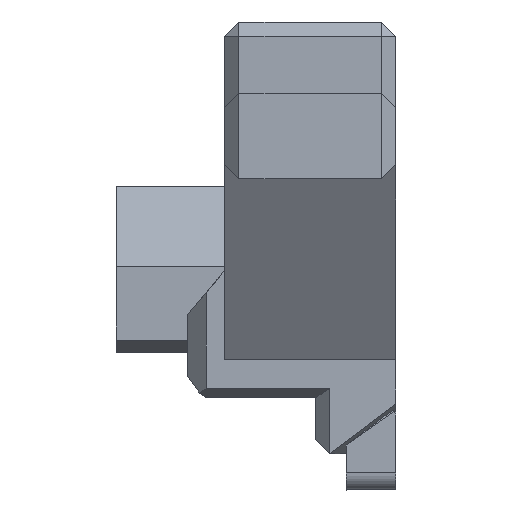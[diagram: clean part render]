
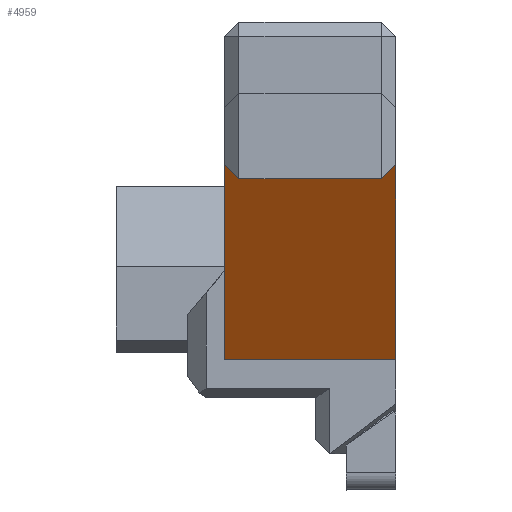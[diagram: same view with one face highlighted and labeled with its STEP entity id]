
A CAD part, left-side view. The second image highlights one B-rep face of the part: STEP entity #4959.
In plain terms, the highlighted planar face has unit normal (-0.837, 0, -0.548).
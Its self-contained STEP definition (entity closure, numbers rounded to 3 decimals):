
#3911 = PLANE('',#3912);
#3912 = AXIS2_PLACEMENT_3D('',#3913,#3914,#3915);
#3913 = CARTESIAN_POINT('',(-22.962,41.609,
    76.243));
#3914 = DIRECTION('',(-1.,0.,0.));
#3915 = DIRECTION('',(0.,-1.,0.));
#4048 = VERTEX_POINT('',#4049);
#4049 = CARTESIAN_POINT('',(-22.962,22.009,
    64.065));
#4063 = PLANE('',#4064);
#4064 = AXIS2_PLACEMENT_3D('',#4065,#4066,#4067);
#4065 = CARTESIAN_POINT('',(-12.049,22.009,
    71.985));
#4066 = DIRECTION('',(0.,-1.,0.));
#4067 = DIRECTION('',(0.,0.,-1.));
#4075 = EDGE_CURVE('',#4048,#4076,#4078,.T.);
#4076 = VERTEX_POINT('',#4077);
#4077 = CARTESIAN_POINT('',(-22.962,34.009,
    64.065));
#4078 = SURFACE_CURVE('',#4079,(#4083,#4090),.PCURVE_S1.);
#4079 = LINE('',#4080,#4081);
#4080 = CARTESIAN_POINT('',(-22.962,22.009,
    64.065));
#4081 = VECTOR('',#4082,1.);
#4082 = DIRECTION('',(0.,1.,0.));
#4083 = PCURVE('',#3911,#4084);
#4084 = DEFINITIONAL_REPRESENTATION('',(#4085),#4089);
#4085 = LINE('',#4086,#4087);
#4086 = CARTESIAN_POINT('',(19.6,-12.178));
#4087 = VECTOR('',#4088,1.);
#4088 = DIRECTION('',(-1.,0.));
#4089 = ( GEOMETRIC_REPRESENTATION_CONTEXT(2) 
PARAMETRIC_REPRESENTATION_CONTEXT() REPRESENTATION_CONTEXT('2D SPACE',''
  ) );
#4090 = PCURVE('',#4091,#4096);
#4091 = PLANE('',#4092);
#4092 = AXIS2_PLACEMENT_3D('',#4093,#4094,#4095);
#4093 = CARTESIAN_POINT('',(-31.262,22.009,
    76.743));
#4094 = DIRECTION('',(-0.837,0.,-0.548));
#4095 = DIRECTION('',(0.548,0.,-0.837));
#4096 = DEFINITIONAL_REPRESENTATION('',(#4097),#4101);
#4097 = LINE('',#4098,#4099);
#4098 = CARTESIAN_POINT('',(15.153,0.));
#4099 = VECTOR('',#4100,1.);
#4100 = DIRECTION('',(0.,-1.));
#4101 = ( GEOMETRIC_REPRESENTATION_CONTEXT(2) 
PARAMETRIC_REPRESENTATION_CONTEXT() REPRESENTATION_CONTEXT('2D SPACE',''
  ) );
#4119 = PLANE('',#4120);
#4120 = AXIS2_PLACEMENT_3D('',#4121,#4122,#4123);
#4121 = CARTESIAN_POINT('',(-33.461,34.009,
    77.697));
#4122 = DIRECTION('',(0.,1.,0.));
#4123 = DIRECTION('',(0.,0.,1.));
#4644 = EDGE_CURVE('',#4645,#4076,#4647,.T.);
#4645 = VERTEX_POINT('',#4646);
#4646 = CARTESIAN_POINT('',(-31.262,34.009,
    76.743));
#4647 = SURFACE_CURVE('',#4648,(#4652,#4659),.PCURVE_S1.);
#4648 = LINE('',#4649,#4650);
#4649 = CARTESIAN_POINT('',(-31.262,34.009,
    76.743));
#4650 = VECTOR('',#4651,1.);
#4651 = DIRECTION('',(0.548,0.,-0.837
    ));
#4652 = PCURVE('',#4119,#4653);
#4653 = DEFINITIONAL_REPRESENTATION('',(#4654),#4658);
#4654 = LINE('',#4655,#4656);
#4655 = CARTESIAN_POINT('',(-0.954,2.199));
#4656 = VECTOR('',#4657,1.);
#4657 = DIRECTION('',(-0.837,0.548));
#4658 = ( GEOMETRIC_REPRESENTATION_CONTEXT(2) 
PARAMETRIC_REPRESENTATION_CONTEXT() REPRESENTATION_CONTEXT('2D SPACE',''
  ) );
#4659 = PCURVE('',#4091,#4660);
#4660 = DEFINITIONAL_REPRESENTATION('',(#4661),#4665);
#4661 = LINE('',#4662,#4663);
#4662 = CARTESIAN_POINT('',(0.,-12.));
#4663 = VECTOR('',#4664,1.);
#4664 = DIRECTION('',(1.,0.));
#4665 = ( GEOMETRIC_REPRESENTATION_CONTEXT(2) 
PARAMETRIC_REPRESENTATION_CONTEXT() REPRESENTATION_CONTEXT('2D SPACE',''
  ) );
#4667 = EDGE_CURVE('',#4645,#4668,#4670,.T.);
#4668 = VERTEX_POINT('',#4669);
#4669 = CARTESIAN_POINT('',(-31.917,34.009,
    77.743));
#4670 = SURFACE_CURVE('',#4671,(#4675,#4682),.PCURVE_S1.);
#4671 = LINE('',#4672,#4673);
#4672 = CARTESIAN_POINT('',(-31.811,34.009,
    77.581));
#4673 = VECTOR('',#4674,1.);
#4674 = DIRECTION('',(-0.548,0.,0.837));
#4675 = PCURVE('',#4119,#4676);
#4676 = DEFINITIONAL_REPRESENTATION('',(#4677),#4681);
#4677 = LINE('',#4678,#4679);
#4678 = CARTESIAN_POINT('',(-0.116,1.65));
#4679 = VECTOR('',#4680,1.);
#4680 = DIRECTION('',(0.837,-0.548));
#4681 = ( GEOMETRIC_REPRESENTATION_CONTEXT(2) 
PARAMETRIC_REPRESENTATION_CONTEXT() REPRESENTATION_CONTEXT('2D SPACE',''
  ) );
#4682 = PCURVE('',#4091,#4683);
#4683 = DEFINITIONAL_REPRESENTATION('',(#4684),#4688);
#4684 = LINE('',#4685,#4686);
#4685 = CARTESIAN_POINT('',(-1.001,-12.));
#4686 = VECTOR('',#4687,1.);
#4687 = DIRECTION('',(-1.,0.));
#4688 = ( GEOMETRIC_REPRESENTATION_CONTEXT(2) 
PARAMETRIC_REPRESENTATION_CONTEXT() REPRESENTATION_CONTEXT('2D SPACE',''
  ) );
#4706 = PLANE('',#4707);
#4707 = AXIS2_PLACEMENT_3D('',#4708,#4709,#4710);
#4708 = CARTESIAN_POINT('',(-46.262,33.509,
    77.243));
#4709 = DIRECTION('',(0.,0.707,-0.707));
#4710 = DIRECTION('',(1.,0.,0.));
#4959 = ADVANCED_FACE('',(#4960),#4091,.T.);
#4960 = FACE_BOUND('',#4961,.T.);
#4961 = EDGE_LOOP('',(#4962,#4992,#5013,#5014,#5015,#5016,#5039,#5062));
#4962 = ORIENTED_EDGE('',*,*,#4963,.T.);
#4963 = EDGE_CURVE('',#4964,#4966,#4968,.T.);
#4964 = VERTEX_POINT('',#4965);
#4965 = CARTESIAN_POINT('',(-31.262,23.009,
    76.743));
#4966 = VERTEX_POINT('',#4967);
#4967 = CARTESIAN_POINT('',(-31.262,33.009,
    76.743));
#4968 = SURFACE_CURVE('',#4969,(#4973,#4980),.PCURVE_S1.);
#4969 = LINE('',#4970,#4971);
#4970 = CARTESIAN_POINT('',(-31.262,22.009,
    76.743));
#4971 = VECTOR('',#4972,1.);
#4972 = DIRECTION('',(0.,1.,0.));
#4973 = PCURVE('',#4091,#4974);
#4974 = DEFINITIONAL_REPRESENTATION('',(#4975),#4979);
#4975 = LINE('',#4976,#4977);
#4976 = CARTESIAN_POINT('',(0.,0.));
#4977 = VECTOR('',#4978,1.);
#4978 = DIRECTION('',(0.,-1.));
#4979 = ( GEOMETRIC_REPRESENTATION_CONTEXT(2) 
PARAMETRIC_REPRESENTATION_CONTEXT() REPRESENTATION_CONTEXT('2D SPACE',''
  ) );
#4980 = PCURVE('',#4981,#4986);
#4981 = PLANE('',#4982);
#4982 = AXIS2_PLACEMENT_3D('',#4983,#4984,#4985);
#4983 = CARTESIAN_POINT('',(-46.262,22.009,
    76.743));
#4984 = DIRECTION('',(0.,0.,-1.));
#4985 = DIRECTION('',(1.,0.,0.));
#4986 = DEFINITIONAL_REPRESENTATION('',(#4987),#4991);
#4987 = LINE('',#4988,#4989);
#4988 = CARTESIAN_POINT('',(15.,0.));
#4989 = VECTOR('',#4990,1.);
#4990 = DIRECTION('',(0.,-1.));
#4991 = ( GEOMETRIC_REPRESENTATION_CONTEXT(2) 
PARAMETRIC_REPRESENTATION_CONTEXT() REPRESENTATION_CONTEXT('2D SPACE',''
  ) );
#4992 = ORIENTED_EDGE('',*,*,#4993,.F.);
#4993 = EDGE_CURVE('',#4668,#4966,#4994,.T.);
#4994 = SURFACE_CURVE('',#4995,(#4999,#5006),.PCURVE_S1.);
#4995 = LINE('',#4996,#4997);
#4996 = CARTESIAN_POINT('',(-31.238,32.972,
    76.706));
#4997 = VECTOR('',#4998,1.);
#4998 = DIRECTION('',(0.42,-0.642,-0.642));
#4999 = PCURVE('',#4091,#5000);
#5000 = DEFINITIONAL_REPRESENTATION('',(#5001),#5005);
#5001 = LINE('',#5002,#5003);
#5002 = CARTESIAN_POINT('',(0.044,-10.963));
#5003 = VECTOR('',#5004,1.);
#5004 = DIRECTION('',(0.767,0.642));
#5005 = ( GEOMETRIC_REPRESENTATION_CONTEXT(2) 
PARAMETRIC_REPRESENTATION_CONTEXT() REPRESENTATION_CONTEXT('2D SPACE',''
  ) );
#5006 = PCURVE('',#4706,#5007);
#5007 = DEFINITIONAL_REPRESENTATION('',(#5008),#5012);
#5008 = LINE('',#5009,#5010);
#5009 = CARTESIAN_POINT('',(15.024,0.759));
#5010 = VECTOR('',#5011,1.);
#5011 = DIRECTION('',(0.42,0.907));
#5012 = ( GEOMETRIC_REPRESENTATION_CONTEXT(2) 
PARAMETRIC_REPRESENTATION_CONTEXT() REPRESENTATION_CONTEXT('2D SPACE',''
  ) );
#5013 = ORIENTED_EDGE('',*,*,#4667,.F.);
#5014 = ORIENTED_EDGE('',*,*,#4644,.T.);
#5015 = ORIENTED_EDGE('',*,*,#4075,.F.);
#5016 = ORIENTED_EDGE('',*,*,#5017,.F.);
#5017 = EDGE_CURVE('',#5018,#4048,#5020,.T.);
#5018 = VERTEX_POINT('',#5019);
#5019 = CARTESIAN_POINT('',(-31.262,22.009,
    76.743));
#5020 = SURFACE_CURVE('',#5021,(#5025,#5032),.PCURVE_S1.);
#5021 = LINE('',#5022,#5023);
#5022 = CARTESIAN_POINT('',(-31.262,22.009,
    76.743));
#5023 = VECTOR('',#5024,1.);
#5024 = DIRECTION('',(0.548,0.,-0.837
    ));
#5025 = PCURVE('',#4091,#5026);
#5026 = DEFINITIONAL_REPRESENTATION('',(#5027),#5031);
#5027 = LINE('',#5028,#5029);
#5028 = CARTESIAN_POINT('',(0.,0.));
#5029 = VECTOR('',#5030,1.);
#5030 = DIRECTION('',(1.,0.));
#5031 = ( GEOMETRIC_REPRESENTATION_CONTEXT(2) 
PARAMETRIC_REPRESENTATION_CONTEXT() REPRESENTATION_CONTEXT('2D SPACE',''
  ) );
#5032 = PCURVE('',#4063,#5033);
#5033 = DEFINITIONAL_REPRESENTATION('',(#5034),#5038);
#5034 = LINE('',#5035,#5036);
#5035 = CARTESIAN_POINT('',(-4.758,-19.214));
#5036 = VECTOR('',#5037,1.);
#5037 = DIRECTION('',(0.837,0.548));
#5038 = ( GEOMETRIC_REPRESENTATION_CONTEXT(2) 
PARAMETRIC_REPRESENTATION_CONTEXT() REPRESENTATION_CONTEXT('2D SPACE',''
  ) );
#5039 = ORIENTED_EDGE('',*,*,#5040,.T.);
#5040 = EDGE_CURVE('',#5018,#5041,#5043,.T.);
#5041 = VERTEX_POINT('',#5042);
#5042 = CARTESIAN_POINT('',(-31.917,22.009,
    77.743));
#5043 = SURFACE_CURVE('',#5044,(#5048,#5055),.PCURVE_S1.);
#5044 = LINE('',#5045,#5046);
#5045 = CARTESIAN_POINT('',(-27.29,22.009,
    70.675));
#5046 = VECTOR('',#5047,1.);
#5047 = DIRECTION('',(-0.548,0.,0.837));
#5048 = PCURVE('',#4091,#5049);
#5049 = DEFINITIONAL_REPRESENTATION('',(#5050),#5054);
#5050 = LINE('',#5051,#5052);
#5051 = CARTESIAN_POINT('',(7.252,0.));
#5052 = VECTOR('',#5053,1.);
#5053 = DIRECTION('',(-1.,0.));
#5054 = ( GEOMETRIC_REPRESENTATION_CONTEXT(2) 
PARAMETRIC_REPRESENTATION_CONTEXT() REPRESENTATION_CONTEXT('2D SPACE',''
  ) );
#5055 = PCURVE('',#4063,#5056);
#5056 = DEFINITIONAL_REPRESENTATION('',(#5057),#5061);
#5057 = LINE('',#5058,#5059);
#5058 = CARTESIAN_POINT('',(1.31,-15.241));
#5059 = VECTOR('',#5060,1.);
#5060 = DIRECTION('',(-0.837,-0.548));
#5061 = ( GEOMETRIC_REPRESENTATION_CONTEXT(2) 
PARAMETRIC_REPRESENTATION_CONTEXT() REPRESENTATION_CONTEXT('2D SPACE',''
  ) );
#5062 = ORIENTED_EDGE('',*,*,#5063,.T.);
#5063 = EDGE_CURVE('',#5041,#4964,#5064,.T.);
#5064 = SURFACE_CURVE('',#5065,(#5069,#5076),.PCURVE_S1.);
#5065 = LINE('',#5066,#5067);
#5066 = CARTESIAN_POINT('',(-32.856,20.575,
    79.176));
#5067 = VECTOR('',#5068,1.);
#5068 = DIRECTION('',(0.42,0.642,-0.642));
#5069 = PCURVE('',#4091,#5070);
#5070 = DEFINITIONAL_REPRESENTATION('',(#5071),#5075);
#5071 = LINE('',#5072,#5073);
#5072 = CARTESIAN_POINT('',(-2.909,1.434));
#5073 = VECTOR('',#5074,1.);
#5074 = DIRECTION('',(0.767,-0.642));
#5075 = ( GEOMETRIC_REPRESENTATION_CONTEXT(2) 
PARAMETRIC_REPRESENTATION_CONTEXT() REPRESENTATION_CONTEXT('2D SPACE',''
  ) );
#5076 = PCURVE('',#5077,#5082);
#5077 = PLANE('',#5078);
#5078 = AXIS2_PLACEMENT_3D('',#5079,#5080,#5081);
#5079 = CARTESIAN_POINT('',(-46.262,22.509,
    77.243));
#5080 = DIRECTION('',(0.,-0.707,-0.707));
#5081 = DIRECTION('',(-1.,0.,0.));
#5082 = DEFINITIONAL_REPRESENTATION('',(#5083),#5087);
#5083 = LINE('',#5084,#5085);
#5084 = CARTESIAN_POINT('',(-13.407,-2.734));
#5085 = VECTOR('',#5086,1.);
#5086 = DIRECTION('',(-0.42,0.907));
#5087 = ( GEOMETRIC_REPRESENTATION_CONTEXT(2) 
PARAMETRIC_REPRESENTATION_CONTEXT() REPRESENTATION_CONTEXT('2D SPACE',''
  ) );
